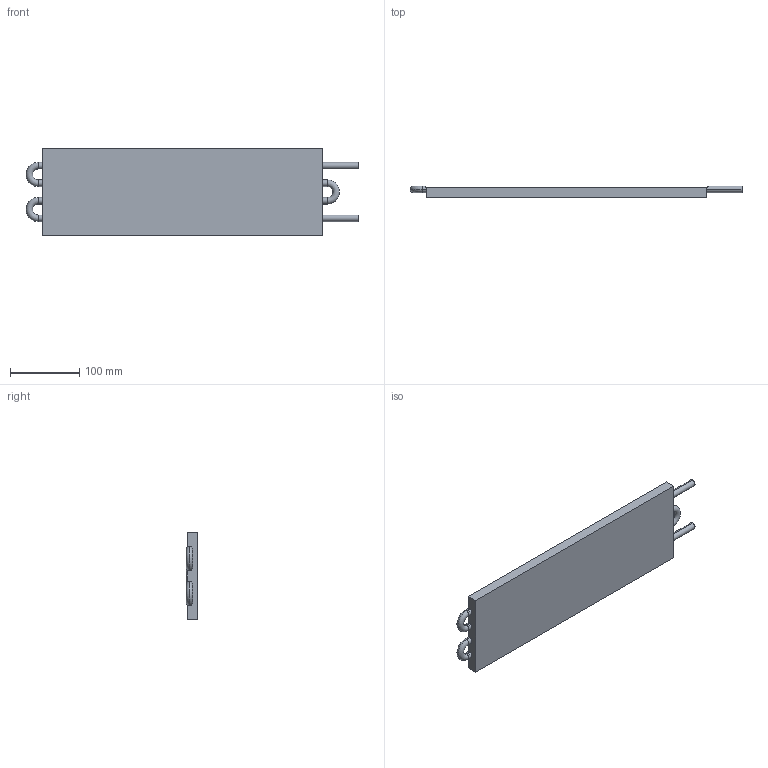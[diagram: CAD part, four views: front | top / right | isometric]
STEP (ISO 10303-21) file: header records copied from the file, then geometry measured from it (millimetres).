
FILE_DESCRIPTION (( 'STEP AP203' ), '1' );
FILE_NAME ('HB-4P-1600-CU-C.STEP', '2017-10-31T12:00:48', ( '' ), ( '' ), 'SwSTEP 2.0', 'SolidWorks 2013', '' );
FILE_SCHEMA (( 'CONFIG_CONTROL_DESIGN' ));
Length unit declared in the file: inch
Products named in the file (3): BP-HB-4P-1600; RT-HB-4P-1600; HB-4P-1600-CU-C
Assembly tree (2 placements, depth 2):
  HB-4P-1600-CU-C
    BP-HB-4P-1600
    RT-HB-4P-1600
Bounding box: 481.01 x 17.14 x 127 mm (x, y, z)
Volume: 789620.8 mm3; surface area: 197777.2 mm2
Topology: 2 solids, 5 shells, 88 faces, 192 edges, 120 vertices
Faces by surface type: plane 40, cylinder 36, torus 12
Entity records: 2713 total; most frequent: DIRECTION 454, CARTESIAN_POINT 429, ORIENTED_EDGE 384, EDGE_CURVE 192, AXIS2_PLACEMENT_3D 177, VERTEX_POINT 120, LINE 100, VECTOR 100
